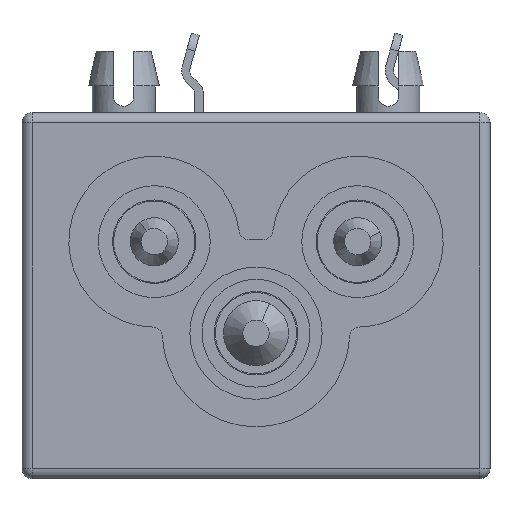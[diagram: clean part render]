
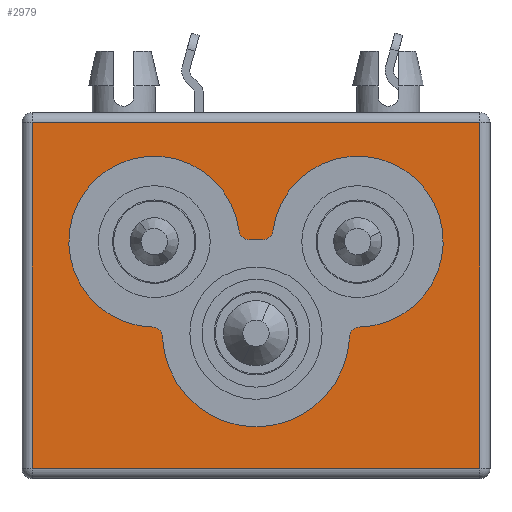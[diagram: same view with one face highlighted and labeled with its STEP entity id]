
A CAD part, front view. The second image highlights one B-rep face of the part: STEP entity #2979.
In plain terms, the highlighted planar face has unit normal (0, -1, 0).
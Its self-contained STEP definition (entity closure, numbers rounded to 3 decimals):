
#7 = AXIS2_PLACEMENT_3D ( 'NONE', #2212, #6358, #2804 ) ;
#184 = CARTESIAN_POINT ( 'NONE',  ( 11., 0., 8.25 ) ) ;
#238 = VERTEX_POINT ( 'NONE', #834 ) ;
#265 = DIRECTION ( 'NONE',  ( 0., 1., 0. ) ) ;
#317 = CIRCLE ( 'NONE', #6810, 0.5 ) ;
#320 = VERTEX_POINT ( 'NONE', #3309 ) ;
#396 = EDGE_CURVE ( 'NONE', #3280, #5452, #6103, .T. ) ;
#436 = VECTOR ( 'NONE', #6208, 1000. ) ;
#449 = CIRCLE ( 'NONE', #7011, 0.5 ) ;
#465 = LINE ( 'NONE', #5698, #3597 ) ;
#602 = EDGE_CURVE ( 'NONE', #5452, #983, #449, .T. ) ;
#806 = CIRCLE ( 'NONE', #5230, 0.5 ) ;
#813 = LINE ( 'NONE', #7554, #6921 ) ;
#834 = CARTESIAN_POINT ( 'NONE',  ( -5.086, 0., -1.799 ) ) ;
#880 = ORIENTED_EDGE ( 'NONE', *, *, #602, .F. ) ;
#895 = CARTESIAN_POINT ( 'NONE',  ( 0., 0., -6.7 ) ) ;
#957 = DIRECTION ( 'NONE',  ( 0., 0., -1. ) ) ;
#968 = EDGE_CURVE ( 'NONE', #2829, #5527, #813, .T. ) ;
#983 = VERTEX_POINT ( 'NONE', #3256 ) ;
#1014 = DIRECTION ( 'NONE',  ( 0., 1., 0. ) ) ;
#1065 = CARTESIAN_POINT ( 'NONE',  ( 5.096, 0., -2.299 ) ) ;
#1067 = ORIENTED_EDGE ( 'NONE', *, *, #6740, .F. ) ;
#1107 = ORIENTED_EDGE ( 'NONE', *, *, #5274, .F. ) ;
#1446 = EDGE_CURVE ( 'NONE', #5439, #3490, #806, .T. ) ;
#1468 = CARTESIAN_POINT ( 'NONE',  ( -11., 0., 8.25 ) ) ;
#1512 = EDGE_CURVE ( 'NONE', #4225, #2829, #2009, .T. ) ;
#1566 = AXIS2_PLACEMENT_3D ( 'NONE', #3982, #1014, #5181 ) ;
#1859 = DIRECTION ( 'NONE',  ( 0., 0., 1. ) ) ;
#1899 = CARTESIAN_POINT ( 'NONE',  ( -0.338, 0., 3. ) ) ;
#1916 = ORIENTED_EDGE ( 'NONE', *, *, #5725, .F. ) ;
#2000 = ORIENTED_EDGE ( 'NONE', *, *, #396, .F. ) ;
#2009 = LINE ( 'NONE', #1468, #436 ) ;
#2025 = ORIENTED_EDGE ( 'NONE', *, *, #6594, .F. ) ;
#2135 = DIRECTION ( 'NONE',  ( 1., 0., 0. ) ) ;
#2185 = DIRECTION ( 'NONE',  ( -1., 0., 0. ) ) ;
#2212 = CARTESIAN_POINT ( 'NONE',  ( 5., 0., 2.4 ) ) ;
#2237 = CARTESIAN_POINT ( 'NONE',  ( 0., 0., -2.1 ) ) ;
#2244 = AXIS2_PLACEMENT_3D ( 'NONE', #6326, #2777, #6929 ) ;
#2331 = CARTESIAN_POINT ( 'NONE',  ( 4.596, 0., -2.28 ) ) ;
#2495 = DIRECTION ( 'NONE',  ( 0., 0., -1. ) ) ;
#2508 = EDGE_CURVE ( 'NONE', #6779, #238, #7383, .T. ) ;
#2515 = CARTESIAN_POINT ( 'NONE',  ( -0.834, 0., 2.936 ) ) ;
#2542 = EDGE_LOOP ( 'NONE', ( #2820, #4959, #6809, #6411 ) ) ;
#2637 = AXIS2_PLACEMENT_3D ( 'NONE', #3509, #3607, #4105 ) ;
#2768 = CARTESIAN_POINT ( 'NONE',  ( 0.338, 0., 2.5 ) ) ;
#2777 = DIRECTION ( 'NONE',  ( 0., -1., 0. ) ) ;
#2804 = DIRECTION ( 'NONE',  ( 0., 0., -1. ) ) ;
#2811 = CIRCLE ( 'NONE', #6553, 0.5 ) ;
#2820 = ORIENTED_EDGE ( 'NONE', *, *, #4999, .T. ) ;
#2829 = VERTEX_POINT ( 'NONE', #5021 ) ;
#2847 = DIRECTION ( 'NONE',  ( 0., 0., -1. ) ) ;
#2898 = CARTESIAN_POINT ( 'NONE',  ( -5.096, 0., -2.299 ) ) ;
#2917 = VERTEX_POINT ( 'NONE', #3313 ) ;
#2929 = CARTESIAN_POINT ( 'NONE',  ( 0.834, 0., 2.936 ) ) ;
#2979 = ADVANCED_FACE ( 'NONE', ( #4985, #4801 ), #4581, .F. ) ;
#3256 = CARTESIAN_POINT ( 'NONE',  ( 5.086, 0., -1.799 ) ) ;
#3262 = AXIS2_PLACEMENT_3D ( 'NONE', #2237, #6387, #2847 ) ;
#3280 = VERTEX_POINT ( 'NONE', #895 ) ;
#3309 = CARTESIAN_POINT ( 'NONE',  ( 11., 0., -8.75 ) ) ;
#3313 = CARTESIAN_POINT ( 'NONE',  ( -0.338, 0., 2.5 ) ) ;
#3490 = VERTEX_POINT ( 'NONE', #2768 ) ;
#3502 = DIRECTION ( 'NONE',  ( 0., 0., -1. ) ) ;
#3509 = CARTESIAN_POINT ( 'NONE',  ( 0., 0., -2.1 ) ) ;
#3563 = EDGE_CURVE ( 'NONE', #4784, #3280, #4040, .T. ) ;
#3597 = VECTOR ( 'NONE', #2135, 1000. ) ;
#3607 = DIRECTION ( 'NONE',  ( 0., -1., 0. ) ) ;
#3794 = CARTESIAN_POINT ( 'NONE',  ( 0.338, 0., 3. ) ) ;
#3982 = CARTESIAN_POINT ( 'NONE',  ( -11., 0., 8.25 ) ) ;
#4040 = CIRCLE ( 'NONE', #3262, 4.6 ) ;
#4105 = DIRECTION ( 'NONE',  ( 0., 0., -1. ) ) ;
#4225 = VERTEX_POINT ( 'NONE', #184 ) ;
#4395 = DIRECTION ( 'NONE',  ( 0., 0., -1. ) ) ;
#4405 = LINE ( 'NONE', #6927, #6991 ) ;
#4581 = PLANE ( 'NONE',  #1566 ) ;
#4784 = VERTEX_POINT ( 'NONE', #7150 ) ;
#4801 = FACE_BOUND ( 'NONE', #4913, .T. ) ;
#4913 = EDGE_LOOP ( 'NONE', ( #5333, #1067, #1916, #5213, #1107, #880, #2000, #5052, #2025 ) ) ;
#4959 = ORIENTED_EDGE ( 'NONE', *, *, #1512, .T. ) ;
#4985 = FACE_OUTER_BOUND ( 'NONE', #2542, .T. ) ;
#4999 = EDGE_CURVE ( 'NONE', #320, #4225, #6297, .T. ) ;
#5001 = CIRCLE ( 'NONE', #7, 4.2 ) ;
#5021 = CARTESIAN_POINT ( 'NONE',  ( -11., 0., 8.25 ) ) ;
#5052 = ORIENTED_EDGE ( 'NONE', *, *, #3563, .F. ) ;
#5181 = DIRECTION ( 'NONE',  ( 0., 0., 1. ) ) ;
#5191 = EDGE_CURVE ( 'NONE', #5527, #320, #465, .T. ) ;
#5213 = ORIENTED_EDGE ( 'NONE', *, *, #1446, .F. ) ;
#5230 = AXIS2_PLACEMENT_3D ( 'NONE', #3794, #265, #4395 ) ;
#5274 = EDGE_CURVE ( 'NONE', #983, #5439, #5001, .T. ) ;
#5333 = ORIENTED_EDGE ( 'NONE', *, *, #2508, .F. ) ;
#5439 = VERTEX_POINT ( 'NONE', #2929 ) ;
#5452 = VERTEX_POINT ( 'NONE', #2331 ) ;
#5527 = VERTEX_POINT ( 'NONE', #6019 ) ;
#5698 = CARTESIAN_POINT ( 'NONE',  ( -11., 0., -8.75 ) ) ;
#5725 = EDGE_CURVE ( 'NONE', #3490, #2917, #4405, .T. ) ;
#6019 = CARTESIAN_POINT ( 'NONE',  ( -11., 0., -8.75 ) ) ;
#6040 = DIRECTION ( 'NONE',  ( 0., 1., 0. ) ) ;
#6103 = CIRCLE ( 'NONE', #2637, 4.6 ) ;
#6117 = VECTOR ( 'NONE', #1859, 1000. ) ;
#6208 = DIRECTION ( 'NONE',  ( -1., 0., 0. ) ) ;
#6297 = LINE ( 'NONE', #6696, #6117 ) ;
#6326 = CARTESIAN_POINT ( 'NONE',  ( -5., 0., 2.4 ) ) ;
#6358 = DIRECTION ( 'NONE',  ( 0., -1., 0. ) ) ;
#6387 = DIRECTION ( 'NONE',  ( 0., -1., 0. ) ) ;
#6411 = ORIENTED_EDGE ( 'NONE', *, *, #5191, .T. ) ;
#6553 = AXIS2_PLACEMENT_3D ( 'NONE', #2898, #7047, #3502 ) ;
#6594 = EDGE_CURVE ( 'NONE', #238, #4784, #2811, .T. ) ;
#6696 = CARTESIAN_POINT ( 'NONE',  ( 11., 0., 8.25 ) ) ;
#6740 = EDGE_CURVE ( 'NONE', #2917, #6779, #317, .T. ) ;
#6779 = VERTEX_POINT ( 'NONE', #2515 ) ;
#6809 = ORIENTED_EDGE ( 'NONE', *, *, #968, .T. ) ;
#6810 = AXIS2_PLACEMENT_3D ( 'NONE', #1899, #6040, #2495 ) ;
#6921 = VECTOR ( 'NONE', #957, 1000. ) ;
#6927 = CARTESIAN_POINT ( 'NONE',  ( -0.338, 0., 2.5 ) ) ;
#6929 = DIRECTION ( 'NONE',  ( 0., 0., -1. ) ) ;
#6991 = VECTOR ( 'NONE', #2185, 1000. ) ;
#7011 = AXIS2_PLACEMENT_3D ( 'NONE', #1065, #7560, #7581 ) ;
#7047 = DIRECTION ( 'NONE',  ( 0., 1., 0. ) ) ;
#7150 = CARTESIAN_POINT ( 'NONE',  ( -4.596, 0., -2.28 ) ) ;
#7383 = CIRCLE ( 'NONE', #2244, 4.2 ) ;
#7554 = CARTESIAN_POINT ( 'NONE',  ( -11., 0., 8.25 ) ) ;
#7560 = DIRECTION ( 'NONE',  ( 0., 1., 0. ) ) ;
#7581 = DIRECTION ( 'NONE',  ( 0., 0., -1. ) ) ;
